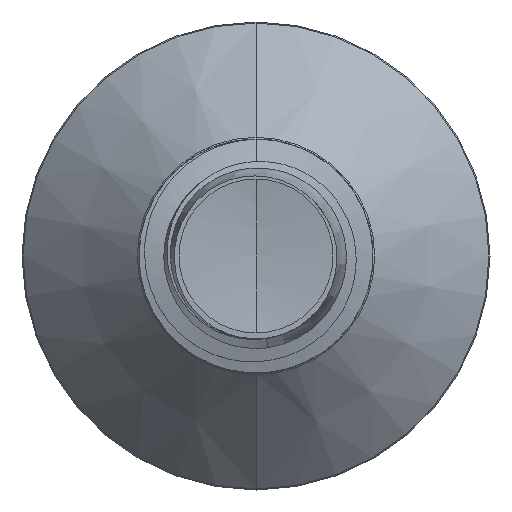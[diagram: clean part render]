
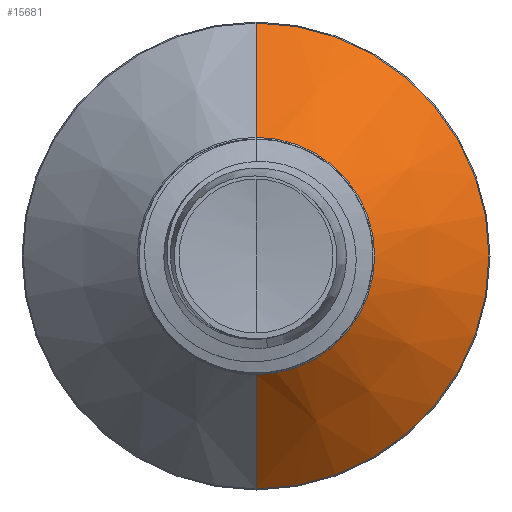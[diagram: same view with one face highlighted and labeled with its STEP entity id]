
A CAD part, front view. The second image highlights one B-rep face of the part: STEP entity #15681.
In plain terms, the highlighted conical face has half-angle 45 degrees and reference radius 3.55 mm.
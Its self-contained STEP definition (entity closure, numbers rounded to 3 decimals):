
#213 = CARTESIAN_POINT ( 'NONE',  ( 0., 10.65, 0. ) ) ;
#332 = ORIENTED_EDGE ( 'NONE', *, *, #21197, .T. ) ;
#1500 = CARTESIAN_POINT ( 'NONE',  ( 0., 10.65, 3.55 ) ) ;
#1644 = VERTEX_POINT ( 'NONE', #1500 ) ;
#2191 = DIRECTION ( 'NONE',  ( 0., 1., 0. ) ) ;
#2442 = VERTEX_POINT ( 'NONE', #10455 ) ;
#3554 = LINE ( 'NONE', #15752, #18023 ) ;
#3581 = CARTESIAN_POINT ( 'NONE',  ( 0., 10.65, -3.55 ) ) ;
#3877 = CIRCLE ( 'NONE', #14865, 6.969 ) ;
#4944 = ORIENTED_EDGE ( 'NONE', *, *, #21440, .F. ) ;
#6321 = CARTESIAN_POINT ( 'NONE',  ( 0., 10.65, 0. ) ) ;
#8291 = DIRECTION ( 'NONE',  ( 0., 0., 1. ) ) ;
#9062 = DIRECTION ( 'NONE',  ( 0., 1., 0. ) ) ;
#10455 = CARTESIAN_POINT ( 'NONE',  ( 0., 10.65, -3.55 ) ) ;
#10917 = EDGE_LOOP ( 'NONE', ( #332, #19066, #14976, #4944 ) ) ;
#12324 = FACE_OUTER_BOUND ( 'NONE', #10917, .T. ) ;
#12787 = EDGE_CURVE ( 'NONE', #2442, #15540, #22283, .T. ) ;
#13374 = CARTESIAN_POINT ( 'NONE',  ( 0., 14.069, -6.969 ) ) ;
#14865 = AXIS2_PLACEMENT_3D ( 'NONE', #19266, #9062, #20683 ) ;
#14976 = ORIENTED_EDGE ( 'NONE', *, *, #19617, .F. ) ;
#15540 = VERTEX_POINT ( 'NONE', #13374 ) ;
#15681 = ADVANCED_FACE ( 'NONE', ( #12324 ), #16405, .T. ) ;
#15752 = CARTESIAN_POINT ( 'NONE',  ( 0., 10.65, 3.55 ) ) ;
#16405 = CONICAL_SURFACE ( 'NONE', #18127, 3.55, 0.785 ) ;
#17310 = DIRECTION ( 'NONE',  ( 0., 0.707, 0.707 ) ) ;
#17954 = DIRECTION ( 'NONE',  ( 0., 0.707, -0.707 ) ) ;
#18023 = VECTOR ( 'NONE', #17310, 1000. ) ;
#18127 = AXIS2_PLACEMENT_3D ( 'NONE', #213, #2191, #22474 ) ;
#18480 = CIRCLE ( 'NONE', #18636, 3.55 ) ;
#18636 = AXIS2_PLACEMENT_3D ( 'NONE', #6321, #18680, #8291 ) ;
#18680 = DIRECTION ( 'NONE',  ( 0., 1., 0. ) ) ;
#19066 = ORIENTED_EDGE ( 'NONE', *, *, #12787, .T. ) ;
#19266 = CARTESIAN_POINT ( 'NONE',  ( 0., 14.069, 0. ) ) ;
#19617 = EDGE_CURVE ( 'NONE', #21501, #15540, #3877, .T. ) ;
#20683 = DIRECTION ( 'NONE',  ( 0., 0., 1. ) ) ;
#21197 = EDGE_CURVE ( 'NONE', #1644, #2442, #18480, .T. ) ;
#21440 = EDGE_CURVE ( 'NONE', #1644, #21501, #3554, .T. ) ;
#21501 = VERTEX_POINT ( 'NONE', #21646 ) ;
#21646 = CARTESIAN_POINT ( 'NONE',  ( 0., 14.069, 6.969 ) ) ;
#21860 = VECTOR ( 'NONE', #17954, 1000. ) ;
#22283 = LINE ( 'NONE', #3581, #21860 ) ;
#22474 = DIRECTION ( 'NONE',  ( 0., 0., 1. ) ) ;
